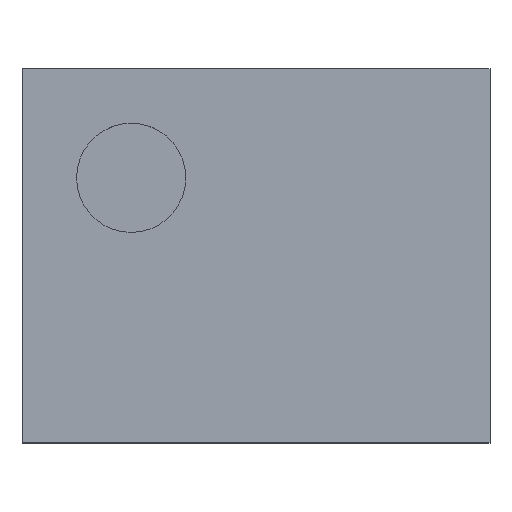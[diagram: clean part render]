
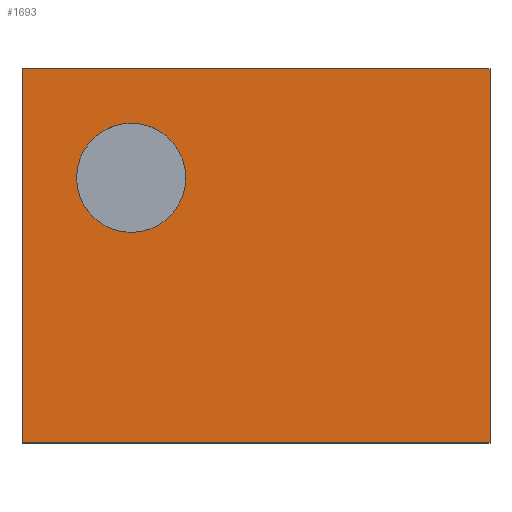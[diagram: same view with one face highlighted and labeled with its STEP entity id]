
A CAD part, top view. The second image highlights one B-rep face of the part: STEP entity #1693.
In plain terms, the highlighted planar face has unit normal (0, 0, 1).
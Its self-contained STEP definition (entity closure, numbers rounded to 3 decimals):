
#16=FACE_BOUND($,#250,.T.);
#41=CIRCLE($,#1828,0.175);
#150=FACE_OUTER_BOUND($,#249,.T.);
#249=EDGE_LOOP($,(#1335,#1336,#1337,#1338));
#250=EDGE_LOOP($,(#1339));
#401=LINE($,#2660,#593);
#403=LINE($,#2664,#595);
#405=LINE($,#2668,#597);
#407=LINE($,#2671,#599);
#593=VECTOR($,#2155,1.2);
#595=VECTOR($,#2159,1.5);
#597=VECTOR($,#2163,1.5);
#599=VECTOR($,#2167,1.2);
#768=VERTEX_POINT($,#2651);
#770=VERTEX_POINT($,#2657);
#771=VERTEX_POINT($,#2659);
#772=VERTEX_POINT($,#2663);
#773=VERTEX_POINT($,#2667);
#970=EDGE_CURVE($,#768,#768,#41,.T.);
#973=EDGE_CURVE($,#770,#771,#401,.T.);
#975=EDGE_CURVE($,#772,#770,#403,.T.);
#977=EDGE_CURVE($,#771,#773,#405,.T.);
#979=EDGE_CURVE($,#773,#772,#407,.T.);
#1335=ORIENTED_EDGE($,*,*,#977,.F.);
#1336=ORIENTED_EDGE($,*,*,#973,.F.);
#1337=ORIENTED_EDGE($,*,*,#975,.F.);
#1338=ORIENTED_EDGE($,*,*,#979,.F.);
#1339=ORIENTED_EDGE($,*,*,#970,.T.);
#1607=PLANE($,#1834);
#1693=ADVANCED_FACE($,(#150,#16),#1607,.T.);
#1828=AXIS2_PLACEMENT_3D($,#2652,#2146,#2147);
#1834=AXIS2_PLACEMENT_3D($,#2670,#2165,#2166);
#2146=DIRECTION('center_axis',(0.,0.,-1.));
#2147=DIRECTION('ref_axis',(-1.,0.,0.));
#2155=DIRECTION($,(0.,1.,0.));
#2159=DIRECTION($,(-1.,0.,0.));
#2163=DIRECTION($,(1.,0.,0.));
#2165=DIRECTION('center_axis',(0.,0.,1.));
#2166=DIRECTION('ref_axis',(1.,0.,0.));
#2167=DIRECTION($,(0.,-1.,0.));
#2651=CARTESIAN_POINT('',(-0.225,0.25,0.8));
#2652=CARTESIAN_POINT('Origin',(-0.4,0.25,0.8));
#2657=CARTESIAN_POINT('',(-0.75,-0.6,0.8));
#2659=CARTESIAN_POINT('',(-0.75,0.6,0.8));
#2660=CARTESIAN_POINT($,(-0.75,-1.5,0.8));
#2663=CARTESIAN_POINT('',(0.75,-0.6,0.8));
#2664=CARTESIAN_POINT($,(1.35,-0.6,0.8));
#2667=CARTESIAN_POINT('',(0.75,0.6,0.8));
#2668=CARTESIAN_POINT($,(-0.75,0.6,0.8));
#2670=CARTESIAN_POINT('Origin',(0.3,-0.45,0.8));
#2671=CARTESIAN_POINT($,(0.75,0.6,0.8));
